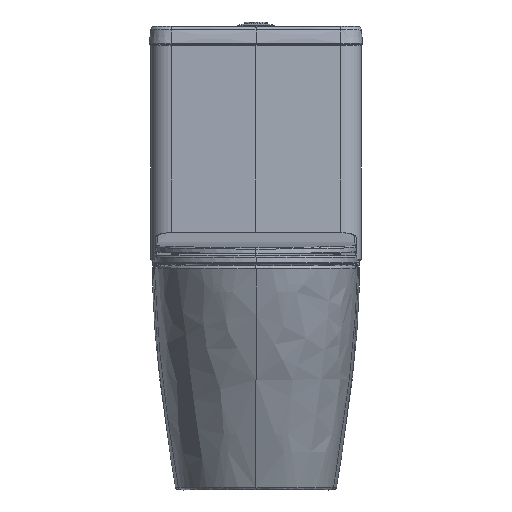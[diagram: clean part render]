
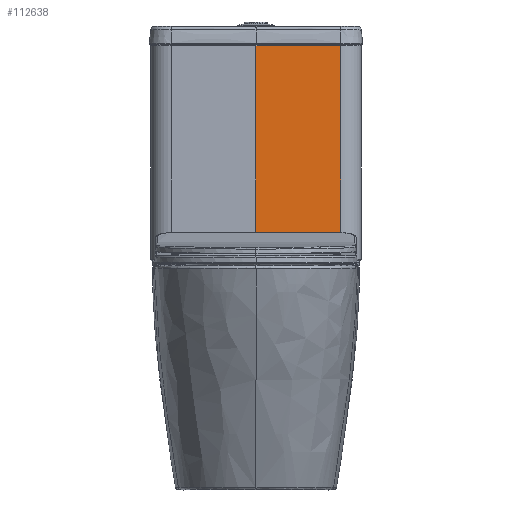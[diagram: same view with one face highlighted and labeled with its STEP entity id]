
A CAD part, top view. The second image highlights one B-rep face of the part: STEP entity #112638.
In plain terms, the highlighted free-form (B-spline) face has degree [3, 1] with [6, 2] control points.
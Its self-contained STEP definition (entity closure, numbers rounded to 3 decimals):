
#127 = CARTESIAN_POINT ( 'NONE',  ( 34.215, 992.1, 774.636 ) ) ;
#185 = VERTEX_POINT ( 'NONE', #109095 ) ;
#4453 = B_SPLINE_CURVE_WITH_KNOTS ( 'NONE', 3,
 ( #51540, #6315, #144213, #130671 ),
 .UNSPECIFIED., .F., .F.,
 ( 4, 4 ),
 ( 0., 1. ),
 .UNSPECIFIED. ) ;
#6315 = CARTESIAN_POINT ( 'NONE',  ( 83.656, 865.433, 772.747 ) ) ;
#9235 = CARTESIAN_POINT ( 'NONE',  ( -67.002, 612.1, 775.5 ) ) ;
#10454 = CARTESIAN_POINT ( 'NONE',  ( 9.986, 612.1, 775.063 ) ) ;
#11216 = CARTESIAN_POINT ( 'NONE',  ( -49.813, 612.1, 775.5 ) ) ;
#11449 = CARTESIAN_POINT ( 'NONE',  ( -49.813, 992.1, 775.5 ) ) ;
#15952 = ORIENTED_EDGE ( 'NONE', *, *, #133542, .T. ) ;
#19466 = VERTEX_POINT ( 'NONE', #107907 ) ;
#24226 = CARTESIAN_POINT ( 'NONE',  ( 67.236, 992.1, 773.453 ) ) ;
#26265 = EDGE_CURVE ( 'NONE', #185, #62302, #108031, .T. ) ;
#33061 = CARTESIAN_POINT ( 'NONE',  ( 83.656, 992.1, 772.747 ) ) ;
#33811 = CARTESIAN_POINT ( 'NONE',  ( 34.215, 992.1, 774.636 ) ) ;
#34432 = CARTESIAN_POINT ( 'NONE',  ( -67.002, 992.1, 775.5 ) ) ;
#34774 = CARTESIAN_POINT ( 'NONE',  ( -16.026, 992.1, 775.442 ) ) ;
#35258 = CARTESIAN_POINT ( 'NONE',  ( 46.311, 612.1, 774.219 ) ) ;
#44385 = FACE_OUTER_BOUND ( 'NONE', #99523, .T. ) ;
#51540 = CARTESIAN_POINT ( 'NONE',  ( 83.656, 992.1, 772.747 ) ) ;
#54944 = CARTESIAN_POINT ( 'NONE',  ( 34.215, 612.1, 774.636 ) ) ;
#55652 = CARTESIAN_POINT ( 'NONE',  ( 70.907, 612.1, 773.295 ) ) ;
#62302 = VERTEX_POINT ( 'NONE', #9235 ) ;
#63088 = VERTEX_POINT ( 'NONE', #34432 ) ;
#67697 = CARTESIAN_POINT ( 'NONE',  ( 83.656, 612.1, 772.747 ) ) ;
#67730 = CARTESIAN_POINT ( 'NONE',  ( -67.002, 612.1, 775.5 ) ) ;
#69911 = B_SPLINE_CURVE_WITH_KNOTS ( 'NONE', 3,
 ( #138784, #24226, #127, #34774, #11449, #126721 ),
 .UNSPECIFIED., .F., .F.,
 ( 4, 1, 1, 4 ),
 ( 0., 0.327, 0.658, 1. ),
 .UNSPECIFIED. ) ;
#73284 = B_SPLINE_CURVE_WITH_KNOTS ( 'NONE', 1,
 ( #114086, #123901 ),
 .UNSPECIFIED., .F., .F.,
 ( 2, 2 ),
 ( 0., 1. ),
 .UNSPECIFIED. ) ;
#79769 = CARTESIAN_POINT ( 'NONE',  ( 83.656, 612.1, 772.747 ) ) ;
#81210 = CARTESIAN_POINT ( 'NONE',  ( -67.002, 612.1, 775.5 ) ) ;
#84493 = ORIENTED_EDGE ( 'NONE', *, *, #100181, .T. ) ;
#89204 = ORIENTED_EDGE ( 'NONE', *, *, #139605, .F. ) ;
#91058 = CARTESIAN_POINT ( 'NONE',  ( -25.903, 612.1, 775.448 ) ) ;
#99523 = EDGE_LOOP ( 'NONE', ( #15952, #84493, #147724, #89204 ) ) ;
#100181 = EDGE_CURVE ( 'NONE', #63088, #62302, #73284, .T. ) ;
#101630 = CARTESIAN_POINT ( 'NONE',  ( -65.421, 612.1, 775.5 ) ) ;
#107907 = CARTESIAN_POINT ( 'NONE',  ( 83.656, 992.1, 772.747 ) ) ;
#108031 =( BOUNDED_CURVE ( )  B_SPLINE_CURVE ( 3, ( #67697, #55652, #35258, #10454, #91058, #116636, #101630, #81210 ),
 .UNSPECIFIED., .F., .F. ) 
 B_SPLINE_CURVE_WITH_KNOTS ( ( 4, 1, 1, 1, 1, 4 ),
 ( 0., 0.254, 0.49, 0.723, 0.969, 1. ),
 .UNSPECIFIED. ) 
 CURVE ( )  GEOMETRIC_REPRESENTATION_ITEM ( )  RATIONAL_B_SPLINE_CURVE ( ( 1.172, 1.172, 1.172, 1.172, 1.172, 1.172, 1.172, 1.172 ) ) 
 REPRESENTATION_ITEM ( '' )  );
#109095 = CARTESIAN_POINT ( 'NONE',  ( 83.656, 612.1, 772.747 ) ) ;
#112638 = ADVANCED_FACE ( 'NONE', ( #44385 ), #142637, .T. ) ;
#113708 = CARTESIAN_POINT ( 'NONE',  ( -67.002, 992.1, 775.5 ) ) ;
#114086 = CARTESIAN_POINT ( 'NONE',  ( -67.002, 992.1, 775.5 ) ) ;
#116636 = CARTESIAN_POINT ( 'NONE',  ( -51.52, 612.1, 775.498 ) ) ;
#123901 = CARTESIAN_POINT ( 'NONE',  ( -67.002, 612.1, 775.5 ) ) ;
#124268 = CARTESIAN_POINT ( 'NONE',  ( -16.026, 992.1, 775.442 ) ) ;
#126721 = CARTESIAN_POINT ( 'NONE',  ( -67.002, 992.1, 775.5 ) ) ;
#130671 = CARTESIAN_POINT ( 'NONE',  ( 83.656, 612.1, 772.747 ) ) ;
#133542 = EDGE_CURVE ( 'NONE', #19466, #63088, #69911, .T. ) ;
#136340 = CARTESIAN_POINT ( 'NONE',  ( 67.236, 992.1, 773.453 ) ) ;
#138784 = CARTESIAN_POINT ( 'NONE',  ( 83.656, 992.1, 772.747 ) ) ;
#139605 = EDGE_CURVE ( 'NONE', #19466, #185, #4453, .T. ) ;
#140548 = CARTESIAN_POINT ( 'NONE',  ( 67.236, 612.1, 773.453 ) ) ;
#142637 = B_SPLINE_SURFACE_WITH_KNOTS ( 'NONE', 3, 1, ( 
 ( #67730, #113708 ),
 ( #11216, #149107 ),
 ( #148371, #124268 ),
 ( #54944, #33811 ),
 ( #140548, #136340 ),
 ( #79769, #33061 ) ),
 .UNSPECIFIED., .F., .F., .F.,
 ( 4, 1, 1, 4 ),
 ( 2, 2 ),
 ( 0., 0.342, 0.673, 1. ),
 ( 0., 1. ),
 .UNSPECIFIED. ) ;
#144213 = CARTESIAN_POINT ( 'NONE',  ( 83.656, 738.767, 772.747 ) ) ;
#147724 = ORIENTED_EDGE ( 'NONE', *, *, #26265, .F. ) ;
#148371 = CARTESIAN_POINT ( 'NONE',  ( -16.026, 612.1, 775.442 ) ) ;
#149107 = CARTESIAN_POINT ( 'NONE',  ( -49.813, 992.1, 775.5 ) ) ;
